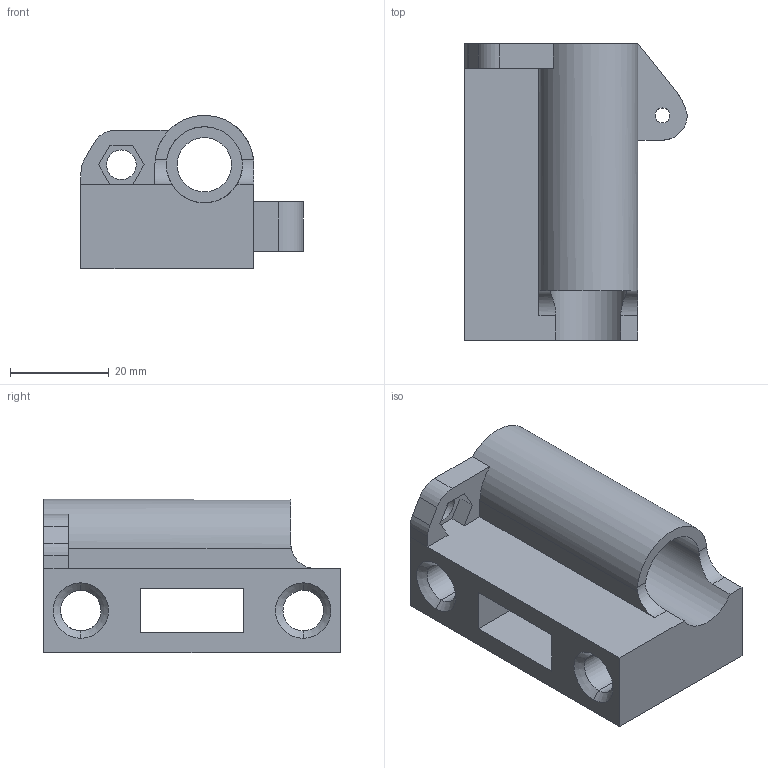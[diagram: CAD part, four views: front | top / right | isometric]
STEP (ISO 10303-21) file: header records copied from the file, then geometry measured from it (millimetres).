
FILE_DESCRIPTION (( 'STEP AP203' ), '1' );
FILE_NAME ('Eje X - Soporte Tensor M5.STEP', '2015-09-07T08:44:06', ( 'Motherfocka' ), ( '' ), 'SwSTEP 2.0', 'SolidWorks 2014', '' );
FILE_SCHEMA (( 'CONFIG_CONTROL_DESIGN' ));
Length unit declared in the file: millimetre
Products named in the file (1): Eje X - Soporte Tensor  M5
Bounding box: 45 x 60 x 30.99 mm (x, y, z)
Volume: 28902.9 mm3; surface area: 15324.8 mm2
Topology: 1 solids, 2 shells, 64 faces, 177 edges, 115 vertices
Faces by surface type: plane 31, cylinder 27, cone 6
Entity records: 2198 total; most frequent: CARTESIAN_POINT 433, ORIENTED_EDGE 354, DIRECTION 354, EDGE_CURVE 177, AXIS2_PLACEMENT_3D 122, VERTEX_POINT 115, VECTOR 110, LINE 110
